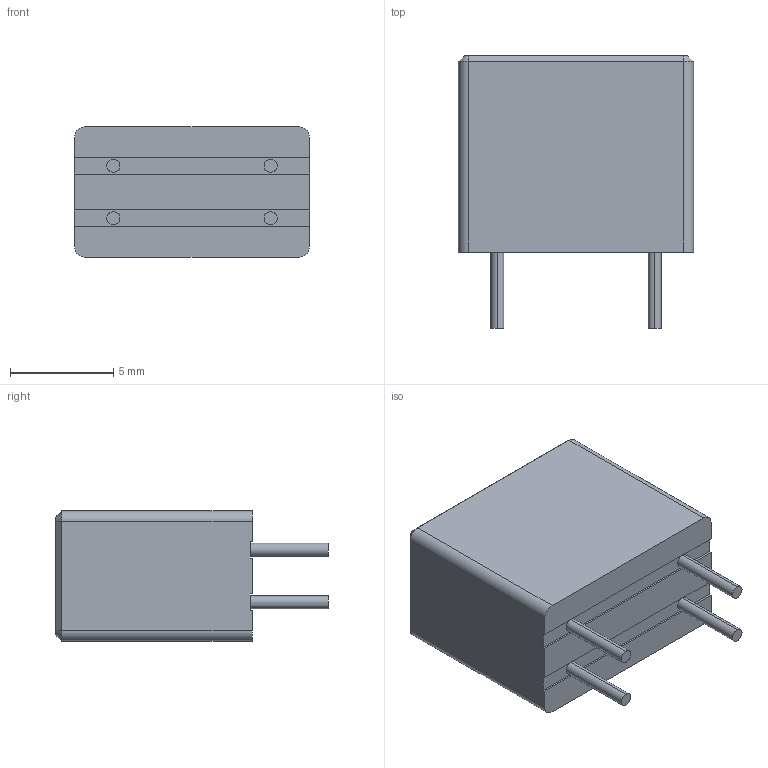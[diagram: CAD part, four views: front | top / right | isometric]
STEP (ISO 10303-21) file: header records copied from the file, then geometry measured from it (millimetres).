
FILE_DESCRIPTION (( 'STEP AP214' ), '1' );
FILE_NAME ('CM2545X171B-10.STEP', '2021-05-01T00:45:09', ( '' ), ( '' ), 'SwSTEP 2.0', 'SolidWorks 2017', '' );
FILE_SCHEMA (( 'AUTOMOTIVE_DESIGN' ));
Length unit declared in the file: millimetre
Products named in the file (1): CM2545X171B-10
Bounding box: 11.38 x 13.18 x 6.3 mm (x, y, z)
Volume: 680.6 mm3; surface area: 643 mm2
Topology: 6 solids, 6 shells, 61 faces, 136 edges, 88 vertices
Faces by surface type: plane 37, cylinder 20, cone 4
Entity records: 1769 total; most frequent: DIRECTION 304, CARTESIAN_POINT 286, ORIENTED_EDGE 272, EDGE_CURVE 136, AXIS2_PLACEMENT_3D 106, VECTOR 92, LINE 92, VERTEX_POINT 88
